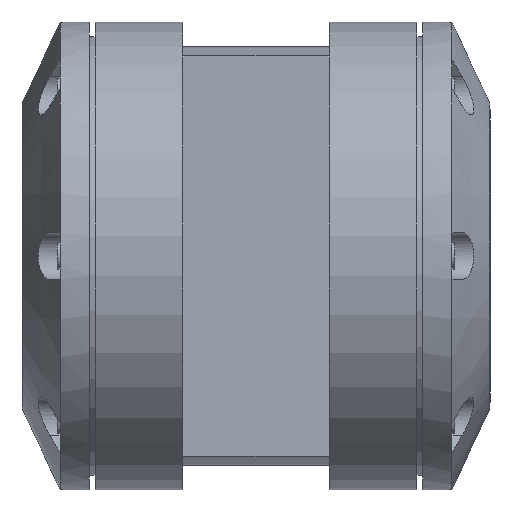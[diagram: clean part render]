
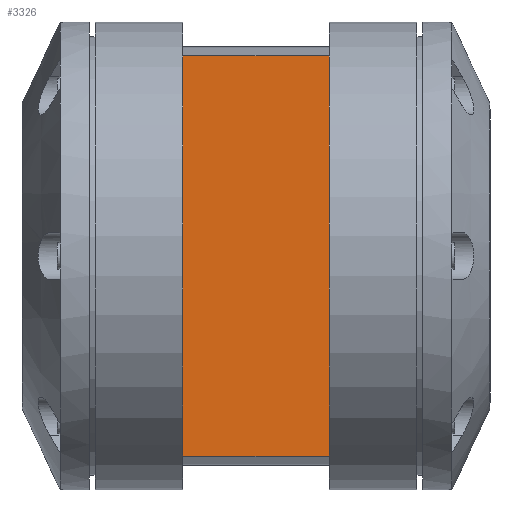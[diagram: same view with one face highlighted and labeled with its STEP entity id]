
A CAD part, left-side view. The second image highlights one B-rep face of the part: STEP entity #3326.
In plain terms, the highlighted planar face has unit normal (-1, 0, 0).
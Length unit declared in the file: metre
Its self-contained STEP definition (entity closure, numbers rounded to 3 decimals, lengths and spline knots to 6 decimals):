
#125=LINE('',#5745,#275);
#128=LINE('',#5754,#278);
#131=LINE('',#5763,#281);
#132=LINE('',#5765,#282);
#275=VECTOR('',#4555,1.);
#278=VECTOR('',#4564,1.);
#281=VECTOR('',#4573,1.);
#282=VECTOR('',#4574,1.);
#421=PLANE('',#3719);
#923=ORIENTED_EDGE('',*,*,#1609,.T.);
#924=ORIENTED_EDGE('',*,*,#1618,.F.);
#925=ORIENTED_EDGE('',*,*,#1619,.F.);
#926=ORIENTED_EDGE('',*,*,#1613,.T.);
#1609=EDGE_CURVE('',#1991,#1995,#125,.T.);
#1613=EDGE_CURVE('',#1999,#1991,#128,.T.);
#1618=EDGE_CURVE('',#2002,#1995,#131,.T.);
#1619=EDGE_CURVE('',#1999,#2002,#132,.T.);
#1991=VERTEX_POINT('',#5730);
#1995=VERTEX_POINT('',#5742);
#1999=VERTEX_POINT('',#5755);
#2002=VERTEX_POINT('',#5764);
#2597=EDGE_LOOP('',(#923,#924,#925,#926));
#2937=FACE_BOUND('',#2597,.T.);
#3326=ADVANCED_FACE('',(#2937),#421,.T.);
#3719=AXIS2_PLACEMENT_3D('',#5762,#4571,#4572);
#4555=DIRECTION('',(0.,0.,-1.));
#4564=DIRECTION('',(0.,1.,0.));
#4571=DIRECTION('',(-1.,0.,0.));
#4572=DIRECTION('',(0.,0.,1.));
#4573=DIRECTION('',(0.,1.,0.));
#4574=DIRECTION('',(0.,0.,-1.));
#5730=CARTESIAN_POINT('',(-0.033569,0.0125,0.034257));
#5742=CARTESIAN_POINT('',(-0.033569,0.0125,-0.034257));
#5745=CARTESIAN_POINT('',(-0.033569,0.0125,-0.017128));
#5754=CARTESIAN_POINT('',(-0.033569,-0.0125,0.034257));
#5755=CARTESIAN_POINT('',(-0.033569,-0.0125,0.034257));
#5762=CARTESIAN_POINT('',(-0.033569,-0.0125,-0.034257));
#5763=CARTESIAN_POINT('',(-0.033569,-0.0125,-0.034257));
#5764=CARTESIAN_POINT('',(-0.033569,-0.0125,-0.034257));
#5765=CARTESIAN_POINT('',(-0.033569,-0.0125,-0.017128));
